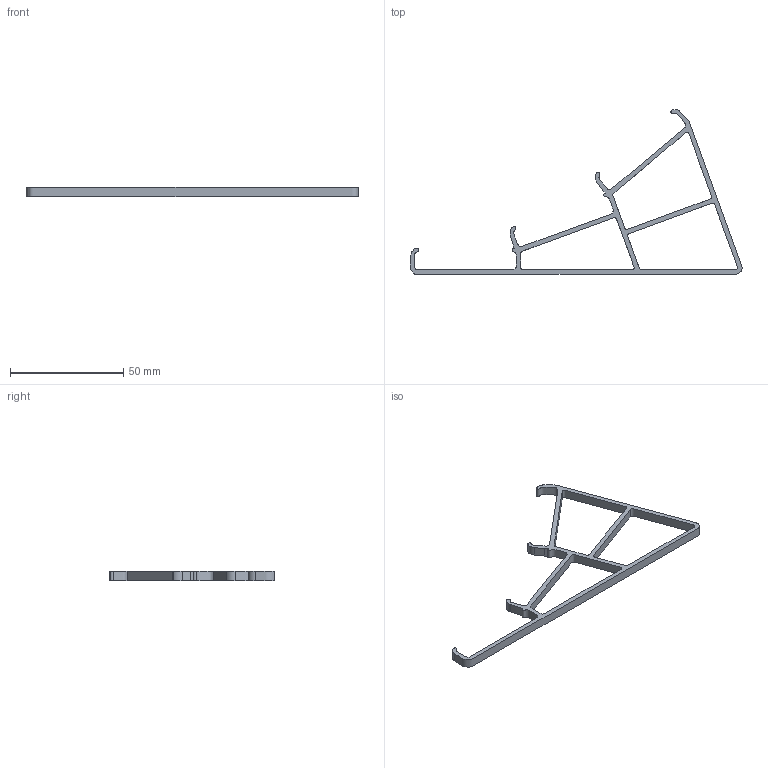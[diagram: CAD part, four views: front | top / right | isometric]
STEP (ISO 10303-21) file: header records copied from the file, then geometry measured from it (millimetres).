
FILE_DESCRIPTION(/* description */ (''),/* implementation_level */ '2;1');
FILE_NAME(/* name */ 'stand3',/* time_stamp */ '2020-10-31T09:57:59+01:00',/* author */ (''),/* organization */ (''),/* preprocessor_version */ 'ST-DEVELOPER v10',/* originating_system */ '',/* authorisation */ '');
FILE_SCHEMA (('CONFIG_CONTROL_DESIGN'));
Length unit declared in the file: millimetre
Products named in the file (1): 1
Bounding box: 146.29 x 72.65 x 4 mm (x, y, z)
Volume: 26022.7 mm3; surface area: 5483.1 mm2
Topology: 1 solids, 1 shells, 25 faces, 69 edges, 46 vertices
Faces by surface type: bspline 18, plane 7
Entity records: 1351 total; most frequent: CARTESIAN_POINT 865, ORIENTED_EDGE 138, EDGE_CURVE 69, VERTEX_POINT 46, B_SPLINE_CURVE_WITH_KNOTS 33, EDGE_LOOP 31, ADVANCED_FACE 25, FACE_OUTER_BOUND 25
